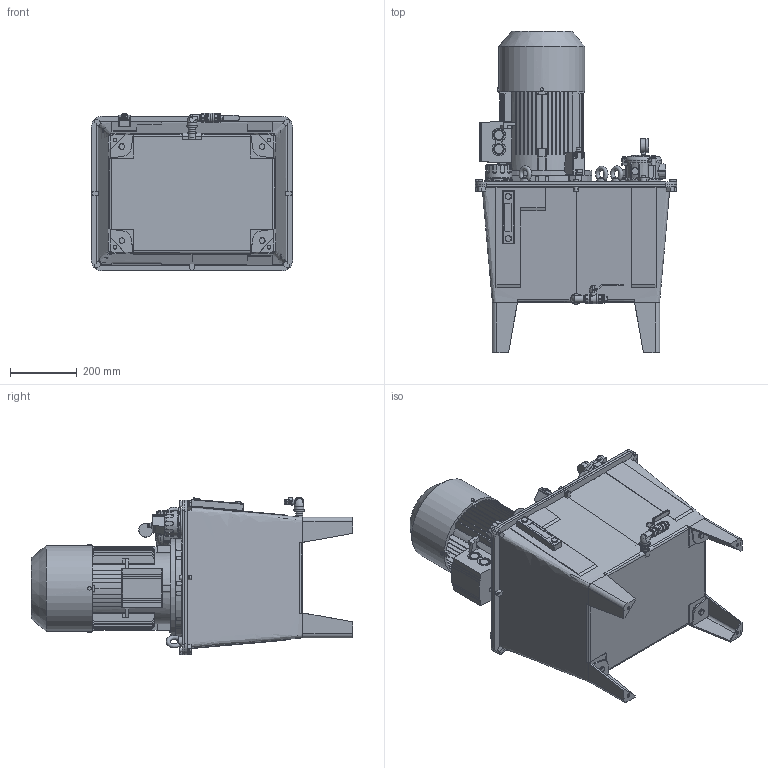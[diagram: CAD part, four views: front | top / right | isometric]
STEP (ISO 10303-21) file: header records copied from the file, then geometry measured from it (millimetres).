
FILE_DESCRIPTION( ( 'STEP AP214' ), '1' );
FILE_NAME( '70L7.5KWstp.stp', '2019-12-06T09:50:11', ( '' ), ( '' ), ' ', 'PARTsolutions', ' ' );
FILE_SCHEMA( ( 'AUTOMOTIVE_DESIGN { 1 0 10303 214 1 1 1 1 }' ) );
Length unit declared in the file: millimetre
Products named in the file (29): 218656031 72035295 8422 1112-00AL70/5.5/MPF100/SMBB80/NR1/2; _8422 1112-00AL70/5.5/MPF100/SMBB80/NR1/2; _8705 0009-00 Aluminium NG 70 (mit Fuss); _8750 0582-00 body v1; _HAWE Handgriff (G1/2); _HAWE Fitting G1/2 (90 Grad); _HAWE Doppelnippel G1/2; _HAWE Flansch 1/2; _HAWE Plug-Verschluss G1/2; _8314 0104-00 SNA-127 B-S-0-12; _HAWE Fuss vom Tank (13-80001-DE); _HAWE M10x10; _8330 0070-00 SMBB-80-N-0-10-0-C-S080-0; _HAWE ohne; _8750 0586-00 99-30334-DE; _V1/B5 BG132M 7,5 kW; _8422-0650-00 VR1; _HAWE VR1; _HAWE ERMETO SV 12-L/OMD CF; _HAWE ERMETO FM 12 -L; _HAWE M 26x1.5; _HAWE M 14x1.5; _HAWE M 24x1.5; _F100/10, F042/06, F180/25 MPF-100; _HAWE ZylSc DIN912 M8x10; _/OA optisch (stehend, 3 Farben); _HAWE Ringschraube M12 ISO 3266; _HAWE NT IO; _HAWE ZylSc DIN912 M8x20
Assembly tree (46 placements, depth 2):
  218656031 72035295 8422 1112-00AL70/5.5/MPF100/SMBB80/NR1/2
    _8422 1112-00AL70/5.5/MPF100/SMBB80/NR1/2
    _8705 0009-00 Aluminium NG 70 (mit Fuss)
    _8750 0582-00 body v1
    _HAWE Handgriff (G1/2)
    _HAWE Fitting G1/2 (90 Grad)
    _HAWE Doppelnippel G1/2
    _HAWE Flansch 1/2  x2
    _HAWE Plug-Verschluss G1/2
    _8314 0104-00 SNA-127 B-S-0-12
    _HAWE Fuss vom Tank (13-80001-DE)  x4
    _HAWE M10x10  x4
    _8330 0070-00 SMBB-80-N-0-10-0-C-S080-0
    _HAWE ohne
    _8750 0586-00 99-30334-DE
    _V1/B5 BG132M 7,5 kW
    _8422-0650-00 VR1
    _HAWE VR1
    _HAWE ERMETO SV 12-L/OMD CF
    _HAWE ERMETO FM 12 -L
    _HAWE M 26x1.5
    _HAWE M 14x1.5
    _HAWE M 24x1.5
    _F100/10, F042/06, F180/25 MPF-100
    _HAWE ZylSc DIN912 M8x10  x2
    _/OA optisch (stehend, 3 Farben)
    _HAWE Ringschraube M12 ISO 3266  x4
    _HAWE NT IO
    _HAWE ZylSc DIN912 M8x20  x8
Bounding box: 605 x 966.1 x 474.63 mm (x, y, z)
Volume: 28309999.2 mm3; surface area: 4175772.6 mm2
Topology: 45 solids, 53 shells, 3601 faces, 9382 edges, 6139 vertices
Faces by surface type: plane 2077, cylinder 1000, cone 442, torus 69, bspline 12, sphere 1
Full cylindrical faces by diameter (mm): 1 x8, 3.6 x2, 4.917 x6, 5 x13, 6 x15, 6.647 x6, 7 x6, 8 x20, 8.5 x2, 8.9 x2, 9 x8, 9.028 x16, 9.5 x6, 9.728 x1, 9.982 x8, 10 x17, 10.106 x5, 10.5 x1, 10.6 x2, 11 x12, 12 x19, 12.376 x1, 12.5 x2, 13 x20, 14 x7, 14.5 x6, 15 x7, 16 x1, 16.376 x1, 17 x1
Entity records: 133576 total; most frequent: CARTESIAN_POINT 25026, DIRECTION 16793, ORIENTED_EDGE 16472, EDGE_CURVE 8236, AXIS2_PLACEMENT_3D 6173, VERTEX_POINT 5683, LINE 4447, VECTOR 4447
